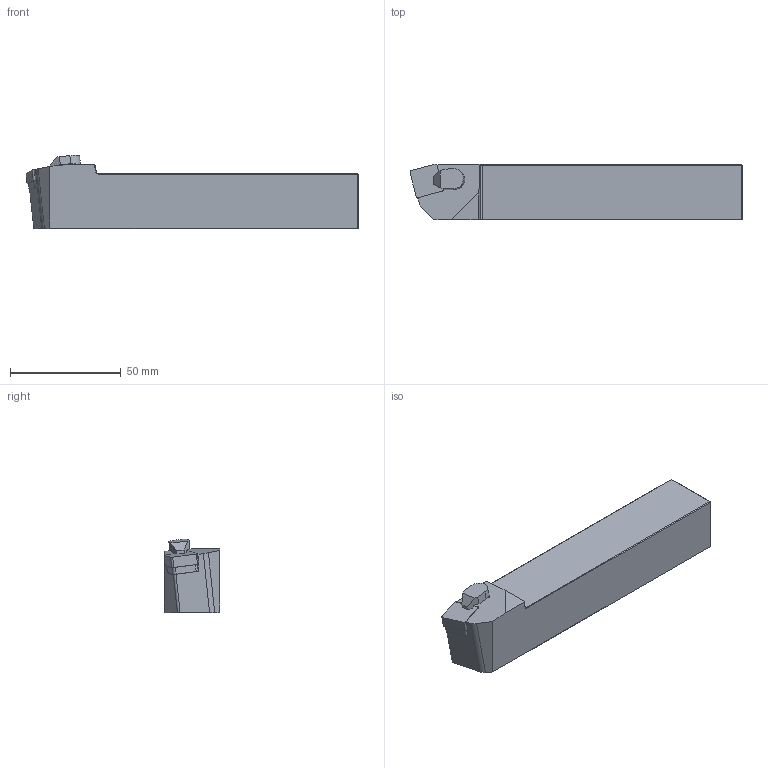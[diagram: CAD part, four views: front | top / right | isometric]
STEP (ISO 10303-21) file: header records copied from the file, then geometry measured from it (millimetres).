
FILE_DESCRIPTION(/* description */ (''),/* implementation_level */ '2;1');
FILE_NAME(/* name */ 'PSBNL-2525-M12C.stp',/* time_stamp */ '2023-09-29T20:08:56+03:00',/* author */ (''),/* organization */ (''),/* preprocessor_version */ 'ST-DEVELOPER v19.4',/* originating_system */ 'SIEMENS PLM Software NX2306.3001',/* authorisation */ '');
FILE_SCHEMA (('AUTOMOTIVE_DESIGN { 1 0 10303 214 3 1 1 1 }'));
Length unit declared in the file: millimetre
Products named in the file (1): PSBNR-2525-M12C
Bounding box: 149.82 x 25.1 x 33.18 mm (x, y, z)
Volume: 91936.5 mm3; surface area: 16613.3 mm2
Topology: 2 solids, 2 shells, 68 faces, 171 edges, 108 vertices
Faces by surface type: plane 51, cylinder 15, cone 2
Entity records: 2050 total; most frequent: CARTESIAN_POINT 366, DIRECTION 343, ORIENTED_EDGE 342, EDGE_CURVE 171, LINE 133, VECTOR 133, VERTEX_POINT 108, AXIS2_PLACEMENT_3D 105
